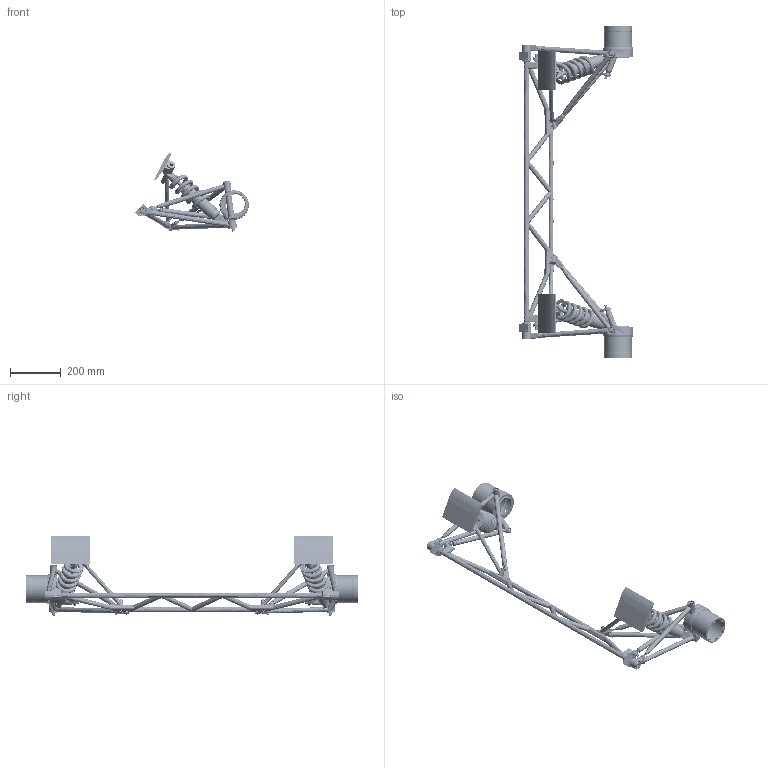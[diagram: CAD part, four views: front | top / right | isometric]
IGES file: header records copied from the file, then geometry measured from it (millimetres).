
Start section: START RECORD GO HERE.
Global section: file name: rear_suspension_v01_GA.igs; native system: IBM CATIA IGES - CATIA Version 5 Release 18 ; preprocessor: CATIA Version 5 Release 18 ; author: Administrator; organization: RIVERSIMPLE1; date: 20100218.173911; units: millimetre
Bounding box: 447.7 x 1306 x 311.87 mm (x, y, z)
Surface area: 1531786.1 mm2 (no closed solid volume)
Topology: 0 solids, 0 shells, 3709 faces, 18076 edges, 17916 vertices
Faces by surface type: bspline 3007, plane 652, revolution 48, extrusion 2
